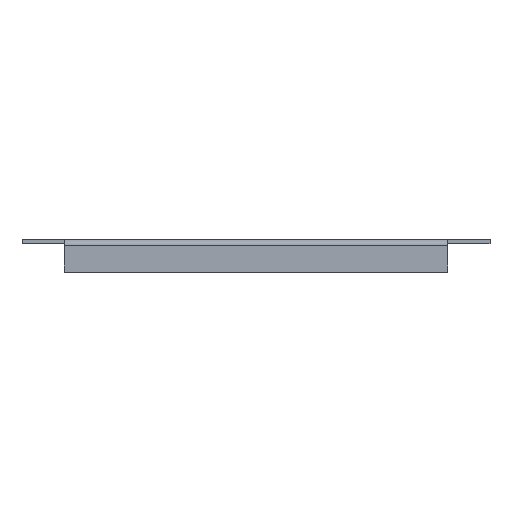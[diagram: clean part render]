
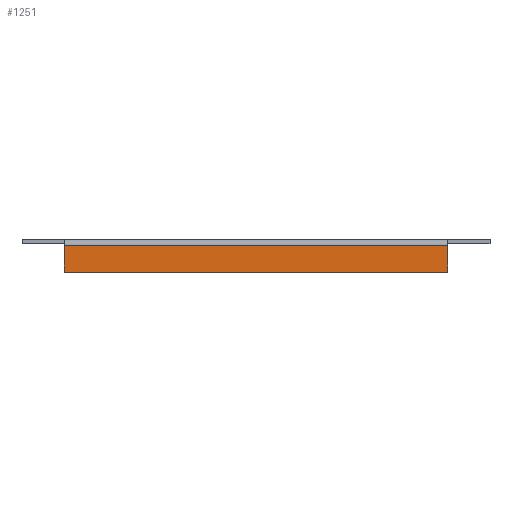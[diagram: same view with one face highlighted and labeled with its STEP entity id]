
A CAD part, front view. The second image highlights one B-rep face of the part: STEP entity #1251.
In plain terms, the highlighted planar face has unit normal (0, -1, 0).
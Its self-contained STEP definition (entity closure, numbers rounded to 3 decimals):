
#89 = EDGE_LOOP ( 'NONE', ( #182, #657, #387, #901 ) ) ;
#159 = VECTOR ( 'NONE', #437, 1000. ) ;
#182 = ORIENTED_EDGE ( 'NONE', *, *, #1006, .F. ) ;
#183 = PLANE ( 'NONE',  #248 ) ;
#210 = VERTEX_POINT ( 'NONE', #1249 ) ;
#241 = VECTOR ( 'NONE', #1226, 1000. ) ;
#246 = EDGE_CURVE ( 'NONE', #1349, #1761, #565, .T. ) ;
#248 = AXIS2_PLACEMENT_3D ( 'NONE', #1311, #750, #1472 ) ;
#278 = CARTESIAN_POINT ( 'NONE',  ( 26., -275.5, -2.5 ) ) ;
#387 = ORIENTED_EDGE ( 'NONE', *, *, #246, .F. ) ;
#437 = DIRECTION ( 'NONE',  ( -1., 0., 0. ) ) ;
#536 = DIRECTION ( 'NONE',  ( 0., 0., 1. ) ) ;
#565 = LINE ( 'NONE', #278, #1371 ) ;
#589 = VECTOR ( 'NONE', #1212, 1000. ) ;
#635 = FACE_OUTER_BOUND ( 'NONE', #89, .T. ) ;
#657 = ORIENTED_EDGE ( 'NONE', *, *, #735, .T. ) ;
#692 = CARTESIAN_POINT ( 'NONE',  ( 26., -275.5, -20. ) ) ;
#735 = EDGE_CURVE ( 'NONE', #1811, #1761, #1297, .T. ) ;
#750 = DIRECTION ( 'NONE',  ( 0., -1., 0. ) ) ;
#810 = CARTESIAN_POINT ( 'NONE',  ( 263.5, -275.5, -3.5 ) ) ;
#901 = ORIENTED_EDGE ( 'NONE', *, *, #1709, .F. ) ;
#935 = CARTESIAN_POINT ( 'NONE',  ( 263.5, -275.5, -20. ) ) ;
#1006 = EDGE_CURVE ( 'NONE', #1811, #210, #1776, .T. ) ;
#1136 = CARTESIAN_POINT ( 'NONE',  ( 0., -275.5, -3.5 ) ) ;
#1212 = DIRECTION ( 'NONE',  ( 0., 0., -1. ) ) ;
#1226 = DIRECTION ( 'NONE',  ( -1., 0., 0. ) ) ;
#1249 = CARTESIAN_POINT ( 'NONE',  ( 263.5, -275.5, -20. ) ) ;
#1251 = ADVANCED_FACE ( 'NONE', ( #635 ), #183, .T. ) ;
#1297 = LINE ( 'NONE', #1136, #159 ) ;
#1311 = CARTESIAN_POINT ( 'NONE',  ( 0., -275.5, 0. ) ) ;
#1349 = VERTEX_POINT ( 'NONE', #1446 ) ;
#1371 = VECTOR ( 'NONE', #536, 1000. ) ;
#1398 = LINE ( 'NONE', #692, #241 ) ;
#1446 = CARTESIAN_POINT ( 'NONE',  ( 26., -275.5, -20. ) ) ;
#1472 = DIRECTION ( 'NONE',  ( 0., 0., -1. ) ) ;
#1529 = CARTESIAN_POINT ( 'NONE',  ( 26., -275.5, -3.5 ) ) ;
#1709 = EDGE_CURVE ( 'NONE', #210, #1349, #1398, .T. ) ;
#1761 = VERTEX_POINT ( 'NONE', #1529 ) ;
#1776 = LINE ( 'NONE', #935, #589 ) ;
#1811 = VERTEX_POINT ( 'NONE', #810 ) ;
